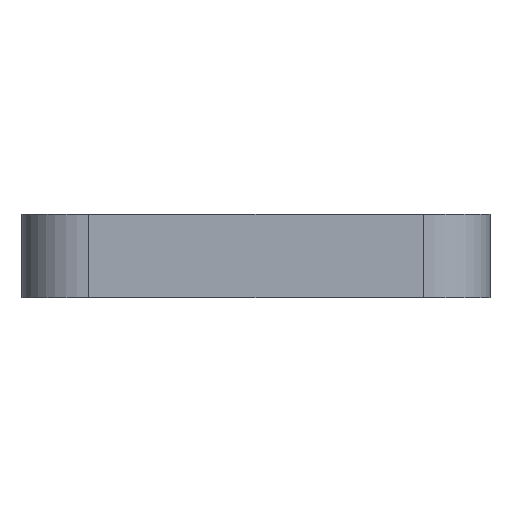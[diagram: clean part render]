
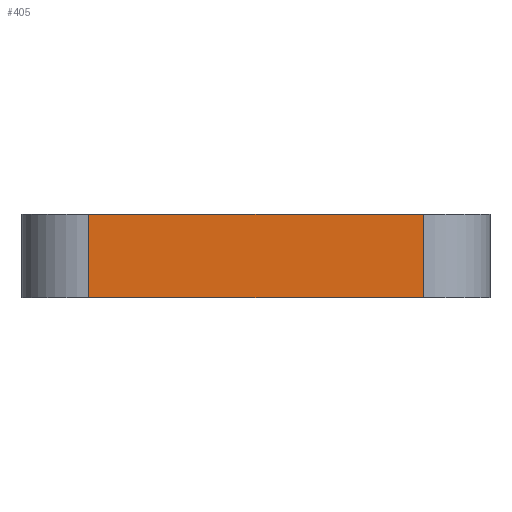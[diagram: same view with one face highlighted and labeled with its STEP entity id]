
A CAD part, front view. The second image highlights one B-rep face of the part: STEP entity #405.
In plain terms, the highlighted planar face has unit normal (0, -1, 0).
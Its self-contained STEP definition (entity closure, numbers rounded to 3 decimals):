
#85 = CARTESIAN_POINT ( 'NONE',  ( 10., -60., 5. ) ) ;
#97 = AXIS2_PLACEMENT_3D ( 'NONE', #918, #340, #334 ) ;
#104 = LINE ( 'NONE', #1089, #828 ) ;
#108 = EDGE_CURVE ( 'NONE', #689, #1026, #1082, .T. ) ;
#243 = EDGE_CURVE ( 'NONE', #541, #818, #371, .T. ) ;
#258 = CARTESIAN_POINT ( 'NONE',  ( -10., -60., 0. ) ) ;
#278 = EDGE_CURVE ( 'NONE', #689, #818, #980, .T. ) ;
#285 = VECTOR ( 'NONE', #871, 1000. ) ;
#287 = DIRECTION ( 'NONE',  ( 1., 0., 0. ) ) ;
#290 = ORIENTED_EDGE ( 'NONE', *, *, #307, .F. ) ;
#291 = CARTESIAN_POINT ( 'NONE',  ( 0., -60., 0. ) ) ;
#307 = EDGE_CURVE ( 'NONE', #1026, #541, #104, .T. ) ;
#334 = DIRECTION ( 'NONE',  ( 0., 0., 1. ) ) ;
#340 = DIRECTION ( 'NONE',  ( 0., 1., 0. ) ) ;
#368 = VECTOR ( 'NONE', #678, 1000. ) ;
#371 = LINE ( 'NONE', #687, #368 ) ;
#387 = EDGE_LOOP ( 'NONE', ( #417, #290, #675, #593 ) ) ;
#405 = ADVANCED_FACE ( 'NONE', ( #890 ), #755, .F. ) ;
#417 = ORIENTED_EDGE ( 'NONE', *, *, #243, .F. ) ;
#481 = CARTESIAN_POINT ( 'NONE',  ( -10., -60., 5. ) ) ;
#541 = VERTEX_POINT ( 'NONE', #85 ) ;
#593 = ORIENTED_EDGE ( 'NONE', *, *, #278, .T. ) ;
#666 = VECTOR ( 'NONE', #287, 1000. ) ;
#675 = ORIENTED_EDGE ( 'NONE', *, *, #108, .F. ) ;
#678 = DIRECTION ( 'NONE',  ( 0., 0., -1. ) ) ;
#687 = CARTESIAN_POINT ( 'NONE',  ( 10., -60., 5. ) ) ;
#689 = VERTEX_POINT ( 'NONE', #258 ) ;
#697 = CARTESIAN_POINT ( 'NONE',  ( 10., -60., 0. ) ) ;
#703 = DIRECTION ( 'NONE',  ( 1., 0., 0. ) ) ;
#755 = PLANE ( 'NONE',  #97 ) ;
#818 = VERTEX_POINT ( 'NONE', #697 ) ;
#828 = VECTOR ( 'NONE', #703, 1000. ) ;
#871 = DIRECTION ( 'NONE',  ( 0., 0., 1. ) ) ;
#889 = CARTESIAN_POINT ( 'NONE',  ( -10., -60., 5. ) ) ;
#890 = FACE_OUTER_BOUND ( 'NONE', #387, .T. ) ;
#918 = CARTESIAN_POINT ( 'NONE',  ( -10., -60., 5. ) ) ;
#980 = LINE ( 'NONE', #291, #666 ) ;
#1026 = VERTEX_POINT ( 'NONE', #481 ) ;
#1082 = LINE ( 'NONE', #889, #285 ) ;
#1089 = CARTESIAN_POINT ( 'NONE',  ( -10., -60., 5. ) ) ;
